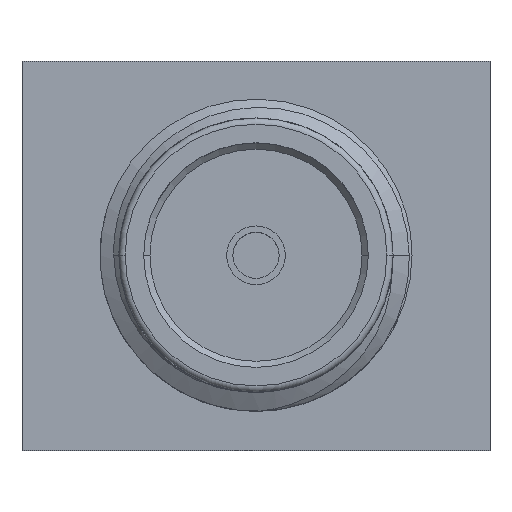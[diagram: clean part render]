
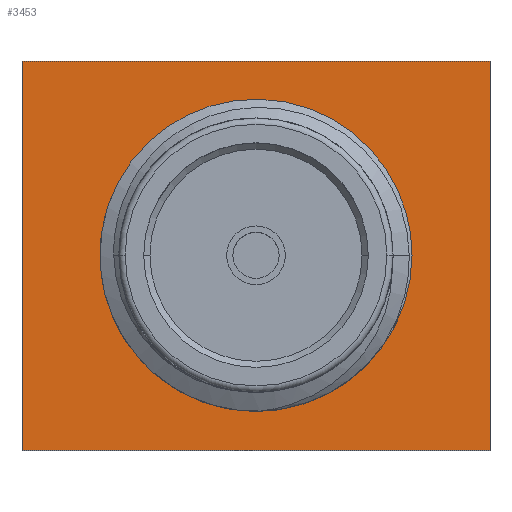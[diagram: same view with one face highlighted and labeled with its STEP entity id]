
A CAD part, top view. The second image highlights one B-rep face of the part: STEP entity #3453.
In plain terms, the highlighted planar face has unit normal (0, 0, 1).
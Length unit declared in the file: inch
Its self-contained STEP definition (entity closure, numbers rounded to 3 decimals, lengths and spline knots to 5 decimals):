
#184 = VERTEX_POINT ( 'NONE', #1459 ) ;
#406 = CARTESIAN_POINT ( 'NONE',  ( -0.1875, 0.156, 0. ) ) ;
#420 = EDGE_CURVE ( 'NONE', #3307, #184, #2973, .T. ) ;
#466 = EDGE_CURVE ( 'NONE', #3225, #834, #3107, .T. ) ;
#569 = AXIS2_PLACEMENT_3D ( 'NONE', #3113, #3685, #2769 ) ;
#656 = DIRECTION ( 'NONE',  ( -1., 0., 0. ) ) ;
#700 = PLANE ( 'NONE',  #569 ) ;
#710 = AXIS2_PLACEMENT_3D ( 'NONE', #3321, #2405, #656 ) ;
#770 = VECTOR ( 'NONE', #3823, 39.37008 ) ;
#791 = ORIENTED_EDGE ( 'NONE', *, *, #420, .T. ) ;
#793 = CARTESIAN_POINT ( 'NONE',  ( 0., 0., 0. ) ) ;
#834 = VERTEX_POINT ( 'NONE', #2608 ) ;
#841 = CARTESIAN_POINT ( 'NONE',  ( 0.11989, 0., 0. ) ) ;
#983 = FACE_OUTER_BOUND ( 'NONE', #1535, .T. ) ;
#1034 = CARTESIAN_POINT ( 'NONE',  ( 0.1875, -0.156, 0. ) ) ;
#1139 = ORIENTED_EDGE ( 'NONE', *, *, #3792, .T. ) ;
#1155 = VECTOR ( 'NONE', #2714, 39.37008 ) ;
#1348 = DIRECTION ( 'NONE',  ( 0., 0., -1. ) ) ;
#1370 = LINE ( 'NONE', #406, #2910 ) ;
#1385 = DIRECTION ( 'NONE',  ( -1., 0., 0. ) ) ;
#1459 = CARTESIAN_POINT ( 'NONE',  ( -0.11989, 0., 0. ) ) ;
#1489 = EDGE_CURVE ( 'NONE', #834, #2089, #2449, .T. ) ;
#1501 = VERTEX_POINT ( 'NONE', #2353 ) ;
#1535 = EDGE_LOOP ( 'NONE', ( #1139, #3768, #2598, #2061 ) ) ;
#1574 = FACE_BOUND ( 'NONE', #3396, .T. ) ;
#1595 = CIRCLE ( 'NONE', #2356, 0.11989 ) ;
#1780 = EDGE_CURVE ( 'NONE', #184, #3307, #1595, .T. ) ;
#1849 = DIRECTION ( 'NONE',  ( -1., 0., 0. ) ) ;
#2061 = ORIENTED_EDGE ( 'NONE', *, *, #1489, .T. ) ;
#2085 = CARTESIAN_POINT ( 'NONE',  ( 0.1875, -0.156, 0. ) ) ;
#2089 = VERTEX_POINT ( 'NONE', #1034 ) ;
#2353 = CARTESIAN_POINT ( 'NONE',  ( 0.1875, 0.156, 0. ) ) ;
#2356 = AXIS2_PLACEMENT_3D ( 'NONE', #793, #1348, #1385 ) ;
#2405 = DIRECTION ( 'NONE',  ( 0., 0., -1. ) ) ;
#2449 = LINE ( 'NONE', #2644, #770 ) ;
#2468 = EDGE_CURVE ( 'NONE', #1501, #3225, #1370, .T. ) ;
#2598 = ORIENTED_EDGE ( 'NONE', *, *, #466, .T. ) ;
#2608 = CARTESIAN_POINT ( 'NONE',  ( -0.1875, -0.156, 0. ) ) ;
#2644 = CARTESIAN_POINT ( 'NONE',  ( -0.1875, -0.156, 0. ) ) ;
#2714 = DIRECTION ( 'NONE',  ( 0., 1., 0. ) ) ;
#2769 = DIRECTION ( 'NONE',  ( -1., 0., 0. ) ) ;
#2910 = VECTOR ( 'NONE', #1849, 39.37008 ) ;
#2973 = CIRCLE ( 'NONE', #710, 0.11989 ) ;
#3107 = LINE ( 'NONE', #3347, #3352 ) ;
#3113 = CARTESIAN_POINT ( 'NONE',  ( 0., 0., 0. ) ) ;
#3166 = CARTESIAN_POINT ( 'NONE',  ( -0.1875, 0.156, 0. ) ) ;
#3225 = VERTEX_POINT ( 'NONE', #3166 ) ;
#3288 = ORIENTED_EDGE ( 'NONE', *, *, #1780, .T. ) ;
#3307 = VERTEX_POINT ( 'NONE', #841 ) ;
#3321 = CARTESIAN_POINT ( 'NONE',  ( 0., 0., 0. ) ) ;
#3347 = CARTESIAN_POINT ( 'NONE',  ( -0.1875, -0.156, 0. ) ) ;
#3352 = VECTOR ( 'NONE', #3569, 39.37008 ) ;
#3396 = EDGE_LOOP ( 'NONE', ( #3288, #791 ) ) ;
#3453 = ADVANCED_FACE ( 'NONE', ( #1574, #983 ), #700, .F. ) ;
#3526 = LINE ( 'NONE', #2085, #1155 ) ;
#3569 = DIRECTION ( 'NONE',  ( 0., -1., 0. ) ) ;
#3685 = DIRECTION ( 'NONE',  ( 0., 0., -1. ) ) ;
#3768 = ORIENTED_EDGE ( 'NONE', *, *, #2468, .T. ) ;
#3792 = EDGE_CURVE ( 'NONE', #2089, #1501, #3526, .T. ) ;
#3823 = DIRECTION ( 'NONE',  ( 1., 0., 0. ) ) ;
